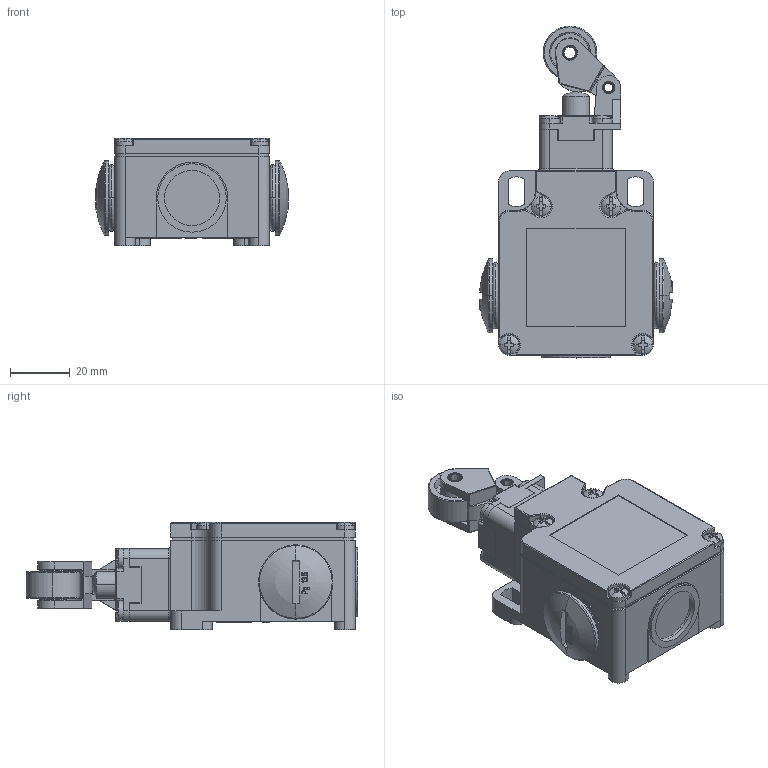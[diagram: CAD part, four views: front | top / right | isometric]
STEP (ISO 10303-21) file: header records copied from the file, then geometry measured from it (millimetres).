
FILE_DESCRIPTION((''),'2;1');
FILE_NAME('E30000CM_VUOTO_ASM','2023-09-06T14:26:42',('alessandro.mingotti'),(''),'CREO PARAMETRIC BY PTC INC, 2022014','CREO PARAMETRIC BY PTC INC, 2022014','');
FILE_SCHEMA(('CONFIG_CONTROL_DESIGN'));
Length unit declared in the file: millimetre
Products named in the file (17): 880003_PIENO; 880039; 880139; 880174; 880105; 881642; 881643; 880189_AF0; 880323_ASM; 880201; 880240; 880196; 880016; 880239; 880203; 440202; E30000CM_VUOTO_ASM
Assembly tree (24 placements, depth 3):
  E30000CM_VUOTO_ASM
    880003_PIENO
    880323_ASM
      880039
      880139
      880174
      880105
      881642
      881643
      880189_AF0
    880201
    880240  x4
    880196
    880016
    880239  x4
    880203  x2
    440202  x2
Bounding box: 64.96 x 111.56 x 36 mm (x, y, z)
Volume: 107999.2 mm3; surface area: 50499.9 mm2
Topology: 23 solids, 38 shells, 2051 faces, 5473 edges, 3566 vertices
Faces by surface type: plane 1427, cylinder 350, cone 148, torus 86, sphere 36, extrusion 4
Entity records: 52104 total; most frequent: CARTESIAN_POINT 10410, DIRECTION 8651, ORIENTED_EDGE 8594, EDGE_CURVE 4310, VECTOR 3141, LINE 3137, VERTEX_POINT 2802, AXIS2_PLACEMENT_3D 2755
